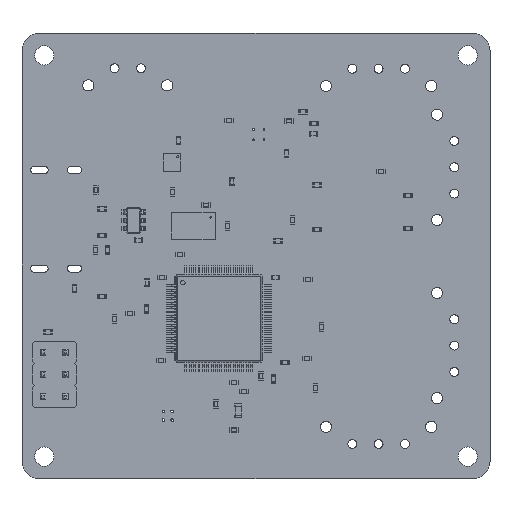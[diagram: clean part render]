
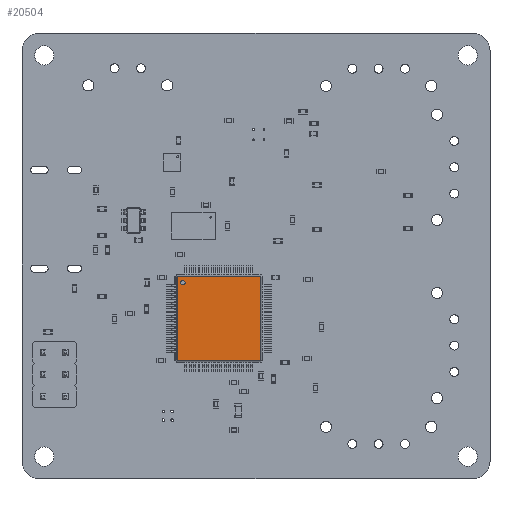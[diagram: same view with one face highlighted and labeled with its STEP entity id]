
A CAD part, top view. The second image highlights one B-rep face of the part: STEP entity #20504.
In plain terms, the highlighted planar face has unit normal (0, 0, 1).
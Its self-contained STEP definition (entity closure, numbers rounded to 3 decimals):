
#13493 = VERTEX_POINT('',#13494);
#13494 = CARTESIAN_POINT('',(-4.702,4.746,1.5));
#13787 = EDGE_CURVE('',#13493,#13788,#13790,.T.);
#13788 = VERTEX_POINT('',#13789);
#13789 = CARTESIAN_POINT('',(4.702,4.746,1.5));
#13790 = B_SPLINE_CURVE_WITH_KNOTS('',2,(#13791,#13792,#13793,#13794,
    #13795),.UNSPECIFIED.,.F.,.F.,(3,1,1,3),(-0.503,
    -0.04,9.477,9.939),.UNSPECIFIED.);
#13791 = CARTESIAN_POINT('',(-5.221,4.746,1.5));
#13792 = CARTESIAN_POINT('',(-4.99,4.746,1.5));
#13793 = CARTESIAN_POINT('',(0.,4.746,1.5));
#13794 = CARTESIAN_POINT('',(4.99,4.746,1.5));
#13795 = CARTESIAN_POINT('',(5.221,4.746,1.5));
#19864 = EDGE_CURVE('',#13788,#19865,#19867,.T.);
#19865 = VERTEX_POINT('',#19866);
#19866 = CARTESIAN_POINT('',(4.746,4.702,1.5));
#19867 = B_SPLINE_CURVE_WITH_KNOTS('',2,(#19868,#19869,#19870,#19871,
    #19872),.UNSPECIFIED.,.F.,.F.,(3,1,1,3),(-0.216,
    -0.04,0.137,0.313),.UNSPECIFIED.);
#19868 = CARTESIAN_POINT('',(4.537,4.911,1.5));
#19869 = CARTESIAN_POINT('',(4.6,4.849,1.5));
#19870 = CARTESIAN_POINT('',(4.724,4.724,1.5));
#19871 = CARTESIAN_POINT('',(4.849,4.6,1.5));
#19872 = CARTESIAN_POINT('',(4.911,4.537,1.5));
#20188 = VERTEX_POINT('',#20189);
#20189 = CARTESIAN_POINT('',(-4.746,4.702,1.5));
#20479 = EDGE_CURVE('',#20188,#13493,#20480,.T.);
#20480 = B_SPLINE_CURVE_WITH_KNOTS('',2,(#20481,#20482,#20483,#20484,
    #20485),.UNSPECIFIED.,.F.,.F.,(3,1,1,3),(-0.216,
    -0.04,0.137,0.313),.UNSPECIFIED.);
#20481 = CARTESIAN_POINT('',(-4.911,4.537,1.5));
#20482 = CARTESIAN_POINT('',(-4.849,4.6,1.5));
#20483 = CARTESIAN_POINT('',(-4.724,4.724,1.5));
#20484 = CARTESIAN_POINT('',(-4.6,4.849,1.5));
#20485 = CARTESIAN_POINT('',(-4.537,4.911,1.5));
#20504 = ADVANCED_FACE('',(#20505,#20558),#20569,.T.);
#20505 = FACE_BOUND('',#20506,.T.);
#20506 = EDGE_LOOP('',(#20507,#20508,#20509,#20519,#20529,#20539,#20549,
    #20557));
#20507 = ORIENTED_EDGE('',*,*,#13787,.F.);
#20508 = ORIENTED_EDGE('',*,*,#20479,.F.);
#20509 = ORIENTED_EDGE('',*,*,#20510,.F.);
#20510 = EDGE_CURVE('',#20511,#20188,#20513,.T.);
#20511 = VERTEX_POINT('',#20512);
#20512 = CARTESIAN_POINT('',(-4.746,-4.702,1.5));
#20513 = B_SPLINE_CURVE_WITH_KNOTS('',2,(#20514,#20515,#20516,#20517,
    #20518),.UNSPECIFIED.,.F.,.F.,(3,1,1,3),(-0.503,
    -0.04,9.477,9.939),.UNSPECIFIED.);
#20514 = CARTESIAN_POINT('',(-4.746,-5.221,1.5));
#20515 = CARTESIAN_POINT('',(-4.746,-4.99,1.5));
#20516 = CARTESIAN_POINT('',(-4.746,0.,1.5));
#20517 = CARTESIAN_POINT('',(-4.746,4.99,1.5));
#20518 = CARTESIAN_POINT('',(-4.746,5.221,1.5));
#20519 = ORIENTED_EDGE('',*,*,#20520,.F.);
#20520 = EDGE_CURVE('',#20521,#20511,#20523,.T.);
#20521 = VERTEX_POINT('',#20522);
#20522 = CARTESIAN_POINT('',(-4.702,-4.746,1.5));
#20523 = B_SPLINE_CURVE_WITH_KNOTS('',2,(#20524,#20525,#20526,#20527,
    #20528),.UNSPECIFIED.,.F.,.F.,(3,1,1,3),(-0.216,
    -0.04,0.137,0.313),.UNSPECIFIED.);
#20524 = CARTESIAN_POINT('',(-4.537,-4.911,1.5));
#20525 = CARTESIAN_POINT('',(-4.6,-4.849,1.5));
#20526 = CARTESIAN_POINT('',(-4.724,-4.724,1.5));
#20527 = CARTESIAN_POINT('',(-4.849,-4.6,1.5));
#20528 = CARTESIAN_POINT('',(-4.911,-4.537,1.5));
#20529 = ORIENTED_EDGE('',*,*,#20530,.F.);
#20530 = EDGE_CURVE('',#20531,#20521,#20533,.T.);
#20531 = VERTEX_POINT('',#20532);
#20532 = CARTESIAN_POINT('',(4.702,-4.746,1.5));
#20533 = B_SPLINE_CURVE_WITH_KNOTS('',2,(#20534,#20535,#20536,#20537,
    #20538),.UNSPECIFIED.,.F.,.F.,(3,1,1,3),(-0.503,
    -0.04,9.477,9.939),.UNSPECIFIED.);
#20534 = CARTESIAN_POINT('',(5.221,-4.746,1.5));
#20535 = CARTESIAN_POINT('',(4.99,-4.746,1.5));
#20536 = CARTESIAN_POINT('',(0.,-4.746,1.5));
#20537 = CARTESIAN_POINT('',(-4.99,-4.746,1.5));
#20538 = CARTESIAN_POINT('',(-5.221,-4.746,1.5));
#20539 = ORIENTED_EDGE('',*,*,#20540,.F.);
#20540 = EDGE_CURVE('',#20541,#20531,#20543,.T.);
#20541 = VERTEX_POINT('',#20542);
#20542 = CARTESIAN_POINT('',(4.746,-4.702,1.5));
#20543 = B_SPLINE_CURVE_WITH_KNOTS('',2,(#20544,#20545,#20546,#20547,
    #20548),.UNSPECIFIED.,.F.,.F.,(3,1,1,3),(-0.216,
    -0.04,0.137,0.313),.UNSPECIFIED.);
#20544 = CARTESIAN_POINT('',(4.911,-4.537,1.5));
#20545 = CARTESIAN_POINT('',(4.849,-4.6,1.5));
#20546 = CARTESIAN_POINT('',(4.724,-4.724,1.5));
#20547 = CARTESIAN_POINT('',(4.6,-4.849,1.5));
#20548 = CARTESIAN_POINT('',(4.537,-4.911,1.5));
#20549 = ORIENTED_EDGE('',*,*,#20550,.F.);
#20550 = EDGE_CURVE('',#19865,#20541,#20551,.T.);
#20551 = B_SPLINE_CURVE_WITH_KNOTS('',2,(#20552,#20553,#20554,#20555,
    #20556),.UNSPECIFIED.,.F.,.F.,(3,1,1,3),(-0.503,
    -0.04,9.477,9.939),.UNSPECIFIED.);
#20552 = CARTESIAN_POINT('',(4.746,5.221,1.5));
#20553 = CARTESIAN_POINT('',(4.746,4.99,1.5));
#20554 = CARTESIAN_POINT('',(4.746,0.,1.5));
#20555 = CARTESIAN_POINT('',(4.746,-4.99,1.5));
#20556 = CARTESIAN_POINT('',(4.746,-5.221,1.5));
#20557 = ORIENTED_EDGE('',*,*,#19864,.F.);
#20558 = FACE_BOUND('',#20559,.T.);
#20559 = EDGE_LOOP('',(#20560));
#20560 = ORIENTED_EDGE('',*,*,#20561,.F.);
#20561 = EDGE_CURVE('',#20562,#20562,#20564,.T.);
#20562 = VERTEX_POINT('',#20563);
#20563 = CARTESIAN_POINT('',(-4.087,3.837,1.5));
#20564 = CIRCLE('',#20565,0.25);
#20565 = AXIS2_PLACEMENT_3D('',#20566,#20567,#20568);
#20566 = CARTESIAN_POINT('',(-4.087,4.087,1.5));
#20567 = DIRECTION('',(-0.,0.,1.));
#20568 = DIRECTION('',(0.,-1.,0.));
#20569 = PLANE('',#20570);
#20570 = AXIS2_PLACEMENT_3D('',#20571,#20572,#20573);
#20571 = CARTESIAN_POINT('',(-4.718,4.787,1.5));
#20572 = DIRECTION('',(0.,0.,1.));
#20573 = DIRECTION('',(0.702,-0.712,0.));
